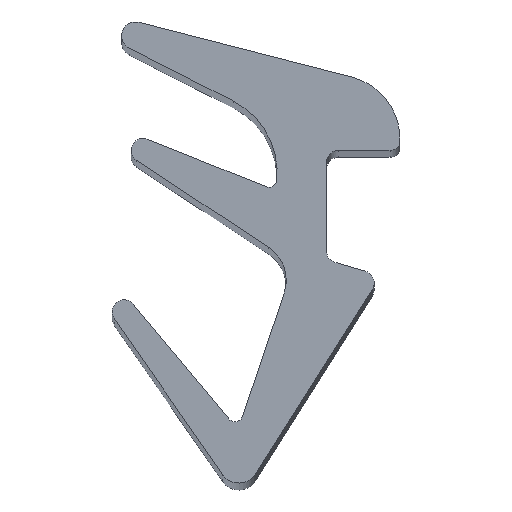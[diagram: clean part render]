
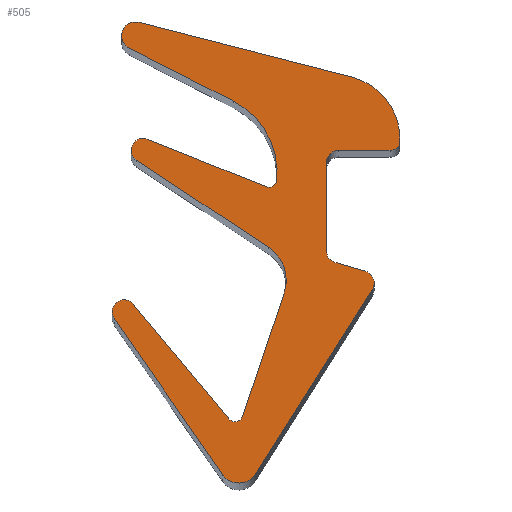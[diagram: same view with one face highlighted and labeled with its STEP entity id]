
A CAD part, top view. The second image highlights one B-rep face of the part: STEP entity #505.
In plain terms, the highlighted planar face has unit normal (0, 0, 1).
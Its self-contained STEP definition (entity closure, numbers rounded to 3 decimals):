
#20=CIRCLE('',#521,0.3);
#22=CIRCLE('',#525,0.5);
#24=CIRCLE('',#529,0.3);
#26=CIRCLE('',#533,0.3);
#28=CIRCLE('',#537,0.3);
#30=CIRCLE('',#541,0.28);
#32=CIRCLE('',#544,1.6);
#34=CIRCLE('',#548,0.35);
#36=CIRCLE('',#552,2.02);
#38=CIRCLE('',#555,0.2);
#40=CIRCLE('',#559,0.3);
#42=CIRCLE('',#563,1.);
#44=CIRCLE('',#567,0.2);
#179=ORIENTED_EDGE('',*,*,#203,.T.);
#180=ORIENTED_EDGE('',*,*,#207,.T.);
#181=ORIENTED_EDGE('',*,*,#210,.T.);
#182=ORIENTED_EDGE('',*,*,#213,.T.);
#183=ORIENTED_EDGE('',*,*,#216,.T.);
#184=ORIENTED_EDGE('',*,*,#219,.T.);
#185=ORIENTED_EDGE('',*,*,#222,.T.);
#186=ORIENTED_EDGE('',*,*,#225,.F.);
#187=ORIENTED_EDGE('',*,*,#228,.T.);
#188=ORIENTED_EDGE('',*,*,#231,.F.);
#189=ORIENTED_EDGE('',*,*,#234,.T.);
#190=ORIENTED_EDGE('',*,*,#237,.T.);
#191=ORIENTED_EDGE('',*,*,#240,.T.);
#192=ORIENTED_EDGE('',*,*,#243,.T.);
#193=ORIENTED_EDGE('',*,*,#246,.T.);
#194=ORIENTED_EDGE('',*,*,#249,.T.);
#195=ORIENTED_EDGE('',*,*,#252,.F.);
#196=ORIENTED_EDGE('',*,*,#255,.F.);
#197=ORIENTED_EDGE('',*,*,#258,.T.);
#198=ORIENTED_EDGE('',*,*,#261,.T.);
#199=ORIENTED_EDGE('',*,*,#264,.T.);
#200=ORIENTED_EDGE('',*,*,#267,.F.);
#201=ORIENTED_EDGE('',*,*,#270,.T.);
#202=ORIENTED_EDGE('',*,*,#273,.F.);
#203=EDGE_CURVE('',#275,#276,#323,.T.);
#207=EDGE_CURVE('',#276,#279,#20,.T.);
#210=EDGE_CURVE('',#279,#281,#328,.T.);
#213=EDGE_CURVE('',#281,#283,#22,.T.);
#216=EDGE_CURVE('',#283,#285,#332,.T.);
#219=EDGE_CURVE('',#285,#287,#24,.T.);
#222=EDGE_CURVE('',#287,#289,#336,.T.);
#225=EDGE_CURVE('',#291,#289,#26,.T.);
#228=EDGE_CURVE('',#291,#293,#340,.T.);
#231=EDGE_CURVE('',#295,#293,#28,.T.);
#234=EDGE_CURVE('',#295,#297,#344,.T.);
#237=EDGE_CURVE('',#297,#299,#30,.T.);
#240=EDGE_CURVE('',#299,#301,#32,.T.);
#243=EDGE_CURVE('',#301,#303,#349,.T.);
#246=EDGE_CURVE('',#303,#305,#34,.T.);
#249=EDGE_CURVE('',#305,#307,#353,.T.);
#252=EDGE_CURVE('',#309,#307,#36,.T.);
#255=EDGE_CURVE('',#311,#309,#38,.T.);
#258=EDGE_CURVE('',#311,#313,#358,.T.);
#261=EDGE_CURVE('',#313,#315,#40,.T.);
#264=EDGE_CURVE('',#315,#317,#362,.T.);
#267=EDGE_CURVE('',#319,#317,#42,.T.);
#270=EDGE_CURVE('',#319,#321,#366,.T.);
#273=EDGE_CURVE('',#275,#321,#44,.T.);
#275=VERTEX_POINT('',#726);
#276=VERTEX_POINT('',#727);
#279=VERTEX_POINT('',#735);
#281=VERTEX_POINT('',#741);
#283=VERTEX_POINT('',#747);
#285=VERTEX_POINT('',#753);
#287=VERTEX_POINT('',#759);
#289=VERTEX_POINT('',#765);
#291=VERTEX_POINT('',#771);
#293=VERTEX_POINT('',#777);
#295=VERTEX_POINT('',#783);
#297=VERTEX_POINT('',#789);
#299=VERTEX_POINT('',#795);
#301=VERTEX_POINT('',#801);
#303=VERTEX_POINT('',#807);
#305=VERTEX_POINT('',#813);
#307=VERTEX_POINT('',#819);
#309=VERTEX_POINT('',#825);
#311=VERTEX_POINT('',#831);
#313=VERTEX_POINT('',#837);
#315=VERTEX_POINT('',#843);
#317=VERTEX_POINT('',#849);
#319=VERTEX_POINT('',#855);
#321=VERTEX_POINT('',#861);
#323=LINE('',#725,#369);
#328=LINE('',#740,#374);
#332=LINE('',#752,#378);
#336=LINE('',#764,#382);
#340=LINE('',#776,#386);
#344=LINE('',#788,#390);
#349=LINE('',#806,#395);
#353=LINE('',#818,#399);
#358=LINE('',#836,#404);
#362=LINE('',#848,#408);
#366=LINE('',#860,#412);
#369=VECTOR('',#575,1000.);
#374=VECTOR('',#588,1000.);
#378=VECTOR('',#600,1000.);
#382=VECTOR('',#612,1000.);
#386=VECTOR('',#624,1000.);
#390=VECTOR('',#636,1000.);
#395=VECTOR('',#655,1000.);
#399=VECTOR('',#667,1000.);
#404=VECTOR('',#686,1000.);
#408=VECTOR('',#698,1000.);
#412=VECTOR('',#710,1000.);
#440=EDGE_LOOP('',(#179,#180,#181,#182,#183,#184,#185,#186,#187,#188,#189,
#190,#191,#192,#193,#194,#195,#196,#197,#198,#199,#200,#201,#202));
#466=FACE_BOUND('',#440,.T.);
#479=PLANE('',#570);
#505=ADVANCED_FACE('',(#466),#479,.T.);
#521=AXIS2_PLACEMENT_3D('',#734,#581,#582);
#525=AXIS2_PLACEMENT_3D('',#746,#593,#594);
#529=AXIS2_PLACEMENT_3D('',#758,#605,#606);
#533=AXIS2_PLACEMENT_3D('',#770,#617,#618);
#537=AXIS2_PLACEMENT_3D('',#782,#629,#630);
#541=AXIS2_PLACEMENT_3D('',#794,#641,#642);
#544=AXIS2_PLACEMENT_3D('',#800,#648,#649);
#548=AXIS2_PLACEMENT_3D('',#812,#660,#661);
#552=AXIS2_PLACEMENT_3D('',#824,#672,#673);
#555=AXIS2_PLACEMENT_3D('',#830,#679,#680);
#559=AXIS2_PLACEMENT_3D('',#842,#691,#692);
#563=AXIS2_PLACEMENT_3D('',#854,#703,#704);
#567=AXIS2_PLACEMENT_3D('',#866,#715,#716);
#570=AXIS2_PLACEMENT_3D('',#869,#721,#722);
#575=DIRECTION('',(-0.64,0.769,0.));
#581=DIRECTION('',(0.,0.,1.));
#582=DIRECTION('',(1.,0.,0.));
#588=DIRECTION('',(0.57,-0.821,0.));
#593=DIRECTION('',(0.,0.,1.));
#594=DIRECTION('',(1.,0.,0.));
#600=DIRECTION('',(0.533,0.846,0.));
#605=DIRECTION('',(0.,0.,1.));
#606=DIRECTION('',(1.,0.,0.));
#612=DIRECTION('',(-0.96,0.28,0.));
#617=DIRECTION('',(0.,0.,1.));
#618=DIRECTION('',(1.,0.,0.));
#624=DIRECTION('',(0.,1.,0.));
#629=DIRECTION('',(0.,0.,1.));
#630=DIRECTION('',(1.,0.,0.));
#636=DIRECTION('',(1.,0.,0.));
#641=DIRECTION('',(0.,0.,1.));
#642=DIRECTION('',(1.,0.,0.));
#648=DIRECTION('',(0.,0.,1.));
#649=DIRECTION('',(1.,0.,0.));
#655=DIRECTION('',(-0.968,0.249,0.));
#660=DIRECTION('',(0.,0.,1.));
#661=DIRECTION('',(1.,0.,0.));
#667=DIRECTION('',(0.892,-0.453,0.));
#672=DIRECTION('',(0.,0.,1.));
#673=DIRECTION('',(1.,0.,0.));
#679=DIRECTION('',(0.,0.,1.));
#680=DIRECTION('',(1.,0.,0.));
#686=DIRECTION('',(-0.928,0.372,0.));
#691=DIRECTION('',(0.,0.,1.));
#692=DIRECTION('',(1.,0.,0.));
#698=DIRECTION('',(0.835,-0.55,0.));
#703=DIRECTION('',(0.,0.,1.));
#704=DIRECTION('',(1.,0.,0.));
#710=DIRECTION('',(-0.32,-0.947,0.));
#715=DIRECTION('',(0.,0.,1.));
#716=DIRECTION('',(1.,0.,0.));
#721=DIRECTION('',(0.,0.,1.));
#722=DIRECTION('',(1.,0.,0.));
#725=CARTESIAN_POINT('',(-0.254,1.112,0.));
#726=CARTESIAN_POINT('',(-0.254,1.112,0.));
#727=CARTESIAN_POINT('',(-2.659,4.002,0.));
#734=CARTESIAN_POINT('',(-2.89,3.81,0.));
#735=CARTESIAN_POINT('',(-3.136,3.639,0.));
#740=CARTESIAN_POINT('',(-3.136,3.639,0.));
#741=CARTESIAN_POINT('',(-0.411,-0.285,0.));
#746=CARTESIAN_POINT('',(0.,0.,0.));
#747=CARTESIAN_POINT('',(0.423,-0.267,0.));
#752=CARTESIAN_POINT('',(0.423,-0.267,0.));
#753=CARTESIAN_POINT('',(3.354,4.38,0.));
#758=CARTESIAN_POINT('',(3.1,4.54,0.));
#759=CARTESIAN_POINT('',(3.184,4.828,0.));
#764=CARTESIAN_POINT('',(3.184,4.828,0.));
#765=CARTESIAN_POINT('',(2.416,5.052,0.));
#770=CARTESIAN_POINT('',(2.5,5.34,0.));
#771=CARTESIAN_POINT('',(2.2,5.34,0.));
#776=CARTESIAN_POINT('',(2.2,5.34,0.));
#777=CARTESIAN_POINT('',(2.2,7.57,0.));
#782=CARTESIAN_POINT('',(2.5,7.57,0.));
#783=CARTESIAN_POINT('',(2.5,7.87,0.));
#788=CARTESIAN_POINT('',(2.5,7.87,0.));
#789=CARTESIAN_POINT('',(3.8,7.87,0.));
#794=CARTESIAN_POINT('',(3.8,8.15,0.));
#795=CARTESIAN_POINT('',(4.043,8.011,0.));
#800=CARTESIAN_POINT('',(2.45,8.16,0.));
#801=CARTESIAN_POINT('',(2.849,9.71,0.));
#806=CARTESIAN_POINT('',(2.849,9.71,0.));
#807=CARTESIAN_POINT('',(-2.513,11.089,0.));
#812=CARTESIAN_POINT('',(-2.6,10.75,0.));
#813=CARTESIAN_POINT('',(-2.758,10.438,0.));
#818=CARTESIAN_POINT('',(-2.758,10.438,0.));
#819=CARTESIAN_POINT('',(-0.145,9.111,0.));
#824=CARTESIAN_POINT('',(-1.06,7.31,0.));
#825=CARTESIAN_POINT('',(0.945,7.064,0.));
#830=CARTESIAN_POINT('',(0.76,7.14,0.));
#831=CARTESIAN_POINT('',(0.686,6.954,0.));
#836=CARTESIAN_POINT('',(0.686,6.954,0.));
#837=CARTESIAN_POINT('',(-2.299,8.149,0.));
#842=CARTESIAN_POINT('',(-2.41,7.87,0.));
#843=CARTESIAN_POINT('',(-2.575,7.619,0.));
#848=CARTESIAN_POINT('',(-2.575,7.619,0.));
#849=CARTESIAN_POINT('',(0.74,5.435,0.));
#854=CARTESIAN_POINT('',(0.19,4.6,0.));
#855=CARTESIAN_POINT('',(1.137,4.28,0.));
#860=CARTESIAN_POINT('',(1.137,4.28,0.));
#861=CARTESIAN_POINT('',(0.089,1.176,0.));
#866=CARTESIAN_POINT('',(-0.1,1.24,0.));
#869=CARTESIAN_POINT('',(-2.89,3.81,0.));
